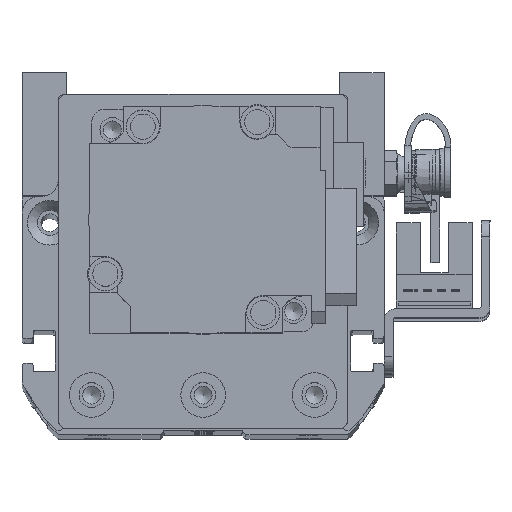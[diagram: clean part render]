
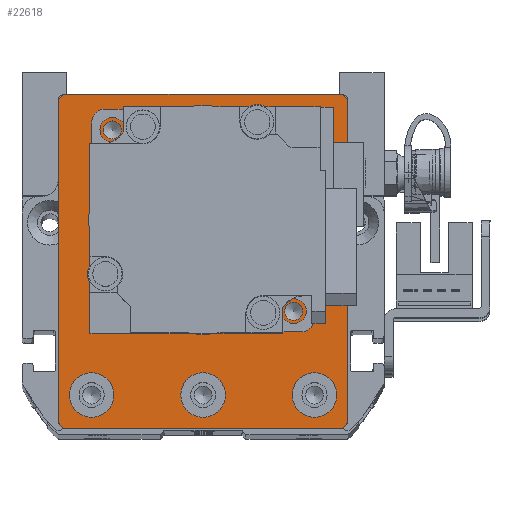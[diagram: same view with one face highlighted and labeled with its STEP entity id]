
A CAD part, top view. The second image highlights one B-rep face of the part: STEP entity #22618.
In plain terms, the highlighted planar face has unit normal (0, 0, 1).
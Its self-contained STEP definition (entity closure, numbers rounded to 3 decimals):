
#1421=FACE_BOUND('',#4621,.T.);
#1422=FACE_BOUND('',#4622,.T.);
#1423=FACE_BOUND('',#4623,.T.);
#1424=FACE_BOUND('',#4624,.T.);
#1425=FACE_BOUND('',#4625,.T.);
#1426=FACE_BOUND('',#4626,.T.);
#1427=FACE_BOUND('',#4627,.T.);
#1428=FACE_BOUND('',#4628,.T.);
#1943=PLANE('',#25237);
#3113=FACE_OUTER_BOUND('',#4620,.T.);
#4620=EDGE_LOOP('',(#20560,#20561,#20562,#20563,#20564,#20565,#20566,#20567));
#4621=EDGE_LOOP('',(#20568));
#4622=EDGE_LOOP('',(#20569));
#4623=EDGE_LOOP('',(#20570));
#4624=EDGE_LOOP('',(#20571));
#4625=EDGE_LOOP('',(#20572));
#4626=EDGE_LOOP('',(#20573));
#4627=EDGE_LOOP('',(#20574));
#4628=EDGE_LOOP('',(#20575));
#6374=LINE('',#39920,#8209);
#6380=LINE('',#39931,#8215);
#6387=LINE('',#39958,#8222);
#6390=LINE('',#39963,#8225);
#6391=LINE('',#39966,#8226);
#6394=LINE('',#39971,#8229);
#6395=LINE('',#39974,#8230);
#6417=LINE('',#40071,#8252);
#8209=VECTOR('',#31306,10.);
#8215=VECTOR('',#31314,10.);
#8222=VECTOR('',#31337,10.);
#8225=VECTOR('',#31342,10.);
#8226=VECTOR('',#31345,10.);
#8229=VECTOR('',#31350,10.);
#8230=VECTOR('',#31353,10.);
#8252=VECTOR('',#31469,10.);
#9434=CIRCLE('',#25200,4.);
#9437=CIRCLE('',#25206,4.);
#9440=CIRCLE('',#25212,4.);
#9442=CIRCLE('',#25217,1.621);
#9444=CIRCLE('',#25221,1.621);
#9446=CIRCLE('',#25225,1.621);
#9448=CIRCLE('',#25229,1.621);
#9451=CIRCLE('',#25235,15.);
#11388=VERTEX_POINT('',#39918);
#11389=VERTEX_POINT('',#39919);
#11393=VERTEX_POINT('',#39929);
#11405=VERTEX_POINT('',#39957);
#11406=VERTEX_POINT('',#39961);
#11407=VERTEX_POINT('',#39965);
#11408=VERTEX_POINT('',#39969);
#11409=VERTEX_POINT('',#39973);
#11416=VERTEX_POINT('',#39996);
#11419=VERTEX_POINT('',#40007);
#11422=VERTEX_POINT('',#40018);
#11425=VERTEX_POINT('',#40029);
#11428=VERTEX_POINT('',#40038);
#11431=VERTEX_POINT('',#40047);
#11434=VERTEX_POINT('',#40056);
#11437=VERTEX_POINT('',#40067);
#14436=EDGE_CURVE('',#11388,#11389,#6374,.T.);
#14442=EDGE_CURVE('',#11388,#11393,#6380,.T.);
#14455=EDGE_CURVE('',#11405,#11393,#6387,.T.);
#14458=EDGE_CURVE('',#11405,#11406,#6390,.T.);
#14459=EDGE_CURVE('',#11407,#11406,#6391,.T.);
#14462=EDGE_CURVE('',#11407,#11408,#6394,.T.);
#14463=EDGE_CURVE('',#11409,#11408,#6395,.T.);
#14473=EDGE_CURVE('',#11416,#11416,#9434,.T.);
#14478=EDGE_CURVE('',#11419,#11419,#9437,.T.);
#14483=EDGE_CURVE('',#11422,#11422,#9440,.T.);
#14488=EDGE_CURVE('',#11425,#11425,#9442,.T.);
#14492=EDGE_CURVE('',#11428,#11428,#9444,.T.);
#14496=EDGE_CURVE('',#11431,#11431,#9446,.T.);
#14500=EDGE_CURVE('',#11434,#11434,#9448,.T.);
#14506=EDGE_CURVE('',#11437,#11437,#9451,.T.);
#14507=EDGE_CURVE('',#11409,#11389,#6417,.T.);
#20560=ORIENTED_EDGE('',*,*,#14436,.F.);
#20561=ORIENTED_EDGE('',*,*,#14442,.T.);
#20562=ORIENTED_EDGE('',*,*,#14455,.F.);
#20563=ORIENTED_EDGE('',*,*,#14458,.T.);
#20564=ORIENTED_EDGE('',*,*,#14459,.F.);
#20565=ORIENTED_EDGE('',*,*,#14462,.T.);
#20566=ORIENTED_EDGE('',*,*,#14463,.F.);
#20567=ORIENTED_EDGE('',*,*,#14507,.T.);
#20568=ORIENTED_EDGE('',*,*,#14473,.T.);
#20569=ORIENTED_EDGE('',*,*,#14478,.T.);
#20570=ORIENTED_EDGE('',*,*,#14483,.T.);
#20571=ORIENTED_EDGE('',*,*,#14488,.T.);
#20572=ORIENTED_EDGE('',*,*,#14492,.T.);
#20573=ORIENTED_EDGE('',*,*,#14496,.T.);
#20574=ORIENTED_EDGE('',*,*,#14500,.T.);
#20575=ORIENTED_EDGE('',*,*,#14506,.T.);
#22618=ADVANCED_FACE('',(#3113,#1421,#1422,#1423,#1424,#1425,#1426,#1427,
#1428),#1943,.T.);
#25200=AXIS2_PLACEMENT_3D('',#39997,#31379,#31380);
#25206=AXIS2_PLACEMENT_3D('',#40008,#31393,#31394);
#25212=AXIS2_PLACEMENT_3D('',#40019,#31407,#31408);
#25217=AXIS2_PLACEMENT_3D('',#40030,#31420,#31421);
#25221=AXIS2_PLACEMENT_3D('',#40039,#31430,#31431);
#25225=AXIS2_PLACEMENT_3D('',#40048,#31440,#31441);
#25229=AXIS2_PLACEMENT_3D('',#40057,#31450,#31451);
#25235=AXIS2_PLACEMENT_3D('',#40069,#31465,#31466);
#25237=AXIS2_PLACEMENT_3D('',#40072,#31470,#31471);
#31306=DIRECTION('',(0.707,0.707,0.));
#31314=DIRECTION('',(0.,-1.,0.));
#31337=DIRECTION('',(-0.707,0.707,0.));
#31342=DIRECTION('',(1.,0.,0.));
#31345=DIRECTION('',(-0.707,-0.707,0.));
#31350=DIRECTION('',(0.,1.,0.));
#31353=DIRECTION('',(0.707,-0.707,0.));
#31379=DIRECTION('center_axis',(0.,0.,-1.));
#31380=DIRECTION('ref_axis',(1.,0.,0.));
#31393=DIRECTION('center_axis',(0.,0.,-1.));
#31394=DIRECTION('ref_axis',(1.,0.,0.));
#31407=DIRECTION('center_axis',(0.,0.,-1.));
#31408=DIRECTION('ref_axis',(1.,0.,0.));
#31420=DIRECTION('center_axis',(0.,0.,-1.));
#31421=DIRECTION('ref_axis',(1.,0.,0.));
#31430=DIRECTION('center_axis',(0.,0.,-1.));
#31431=DIRECTION('ref_axis',(1.,0.,0.));
#31440=DIRECTION('center_axis',(0.,0.,-1.));
#31441=DIRECTION('ref_axis',(1.,0.,0.));
#31450=DIRECTION('center_axis',(0.,0.,-1.));
#31451=DIRECTION('ref_axis',(1.,0.,0.));
#31465=DIRECTION('center_axis',(0.,0.,-1.));
#31466=DIRECTION('ref_axis',(-1.,0.,0.));
#31469=DIRECTION('',(-1.,0.,0.));
#31470=DIRECTION('center_axis',(0.,0.,1.));
#31471=DIRECTION('ref_axis',(1.,0.,0.));
#39918=CARTESIAN_POINT('',(-26.,29.,12.5));
#39919=CARTESIAN_POINT('',(-25.,30.,12.5));
#39920=CARTESIAN_POINT('',(-26.5,28.5,12.5));
#39929=CARTESIAN_POINT('',(-26.,-29.,12.5));
#39931=CARTESIAN_POINT('',(-26.,30.,12.5));
#39957=CARTESIAN_POINT('',(-25.,-30.,12.5));
#39958=CARTESIAN_POINT('',(-26.5,-28.5,12.5));
#39961=CARTESIAN_POINT('',(25.,-30.,12.5));
#39963=CARTESIAN_POINT('',(-26.,-30.,12.5));
#39965=CARTESIAN_POINT('',(26.,-29.,12.5));
#39966=CARTESIAN_POINT('',(26.5,-28.5,12.5));
#39969=CARTESIAN_POINT('',(26.,29.,12.5));
#39971=CARTESIAN_POINT('',(26.,-30.,12.5));
#39973=CARTESIAN_POINT('',(25.,30.,12.5));
#39974=CARTESIAN_POINT('',(26.5,28.5,12.5));
#39996=CARTESIAN_POINT('',(16.,-24.,12.5));
#39997=CARTESIAN_POINT('Origin',(20.,-24.,12.5));
#40007=CARTESIAN_POINT('',(-24.,-24.,12.5));
#40008=CARTESIAN_POINT('Origin',(-20.,-24.,12.5));
#40018=CARTESIAN_POINT('',(-4.,-24.,12.5));
#40019=CARTESIAN_POINT('Origin',(0.,-24.,12.5));
#40029=CARTESIAN_POINT('',(14.642,-8.963,12.5));
#40030=CARTESIAN_POINT('Origin',(16.263,-8.963,12.5));
#40038=CARTESIAN_POINT('',(-17.884,23.563,12.5));
#40039=CARTESIAN_POINT('Origin',(-16.263,23.563,12.5));
#40047=CARTESIAN_POINT('',(14.642,23.563,12.5));
#40048=CARTESIAN_POINT('Origin',(16.263,23.563,12.5));
#40056=CARTESIAN_POINT('',(-17.884,-8.963,12.5));
#40057=CARTESIAN_POINT('Origin',(-16.263,-8.963,12.5));
#40067=CARTESIAN_POINT('',(15.,7.3,12.5));
#40069=CARTESIAN_POINT('Origin',(0.,7.3,12.5));
#40071=CARTESIAN_POINT('',(26.,30.,12.5));
#40072=CARTESIAN_POINT('Origin',(0.,0.,12.5));
